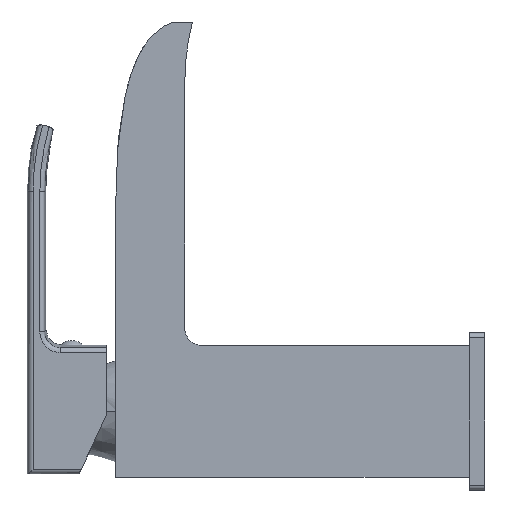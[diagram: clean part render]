
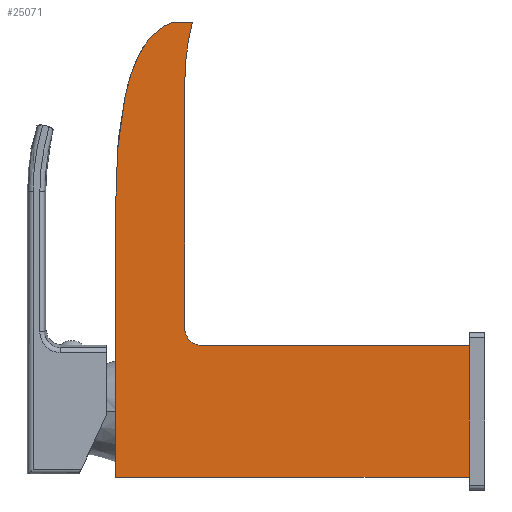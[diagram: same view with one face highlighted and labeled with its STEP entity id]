
A CAD part, left-side view. The second image highlights one B-rep face of the part: STEP entity #25071.
In plain terms, the highlighted planar face has unit normal (-1, 0, 0).
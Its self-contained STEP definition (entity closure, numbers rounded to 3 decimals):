
#1800=DIRECTION('',(0.,-1.,0.));
#1801=VECTOR('',#1800,112.5);
#1802=CARTESIAN_POINT('',(-18.5,113.5,-21.));
#1803=LINE('',#1802,#1801);
#1812=DIRECTION('',(0.,1.,0.));
#1813=VECTOR('',#1812,85.);
#1814=CARTESIAN_POINT('',(-18.5,1.,21.));
#1815=LINE('',#1814,#1813);
#1820=DIRECTION('',(0.,0.,1.));
#1821=VECTOR('',#1820,42.);
#1822=CARTESIAN_POINT('',(-18.5,1.,-21.));
#1823=LINE('',#1822,#1821);
#1862=DIRECTION('',(0.,0.,1.));
#1863=VECTOR('',#1862,87.);
#1864=CARTESIAN_POINT('',(-18.5,113.5,-21.));
#1865=LINE('',#1864,#1863);
#1918=DIRECTION('',(0.,0.999,-0.044));
#1919=VECTOR('',#1918,6.566);
#1920=CARTESIAN_POINT('',(-18.5,89.078,123.971));
#1921=LINE('',#1920,#1919);
#2030=CARTESIAN_POINT('',(-18.5,95.637,123.684));
#2031=CARTESIAN_POINT('',(-18.5,95.728,123.654));
#2032=CARTESIAN_POINT('',(-18.5,96.687,123.316));
#2033=CARTESIAN_POINT('',(-18.5,98.5,122.451));
#2034=CARTESIAN_POINT('',(-18.5,100.824,120.727));
#2035=CARTESIAN_POINT('',(-18.5,102.794,118.666));
#2036=CARTESIAN_POINT('',(-18.5,104.359,116.537));
#2037=CARTESIAN_POINT('',(-18.5,105.575,114.51));
#2038=CARTESIAN_POINT('',(-18.5,106.558,112.585));
#2039=CARTESIAN_POINT('',(-18.5,107.401,110.682));
#2040=CARTESIAN_POINT('',(-18.5,108.155,108.74));
#2041=CARTESIAN_POINT('',(-18.5,108.832,106.756));
#2042=CARTESIAN_POINT('',(-18.5,109.437,104.749));
#2043=CARTESIAN_POINT('',(-18.5,109.98,102.719));
#2044=CARTESIAN_POINT('',(-18.5,110.475,100.635));
#2045=CARTESIAN_POINT('',(-18.5,110.936,98.442));
#2046=CARTESIAN_POINT('',(-18.5,111.373,96.078));
#2047=CARTESIAN_POINT('',(-18.5,111.789,93.485));
#2048=CARTESIAN_POINT('',(-18.5,112.181,90.616));
#2049=CARTESIAN_POINT('',(-18.5,112.542,87.435));
#2050=CARTESIAN_POINT('',(-18.5,112.859,83.947));
#2051=CARTESIAN_POINT('',(-18.5,113.117,80.229));
#2052=CARTESIAN_POINT('',(-18.5,113.307,76.42));
#2053=CARTESIAN_POINT('',(-18.5,113.428,72.695));
#2054=CARTESIAN_POINT('',(-18.5,113.488,69.231));
#2055=CARTESIAN_POINT('',(-18.5,113.5,67.028));
#2056=CARTESIAN_POINT('',(-18.5,113.5,66.));
#18315=CARTESIAN_POINT('',(-18.5,16.,105.));
#18316=DIRECTION('',(1.,0.,0.));
#18317=DIRECTION('',(0.,1.,0.));
#18318=AXIS2_PLACEMENT_3D('',#18315,#18316,#18317);
#18328=DIRECTION('',(0.,0.,1.));
#18329=VECTOR('',#18328,78.5);
#18330=CARTESIAN_POINT('',(-18.5,91.5,26.5));
#18331=LINE('',#18330,#18329);
#18341=CARTESIAN_POINT('',(-18.5,86.,26.5));
#18342=DIRECTION('',(1.,0.,0.));
#18343=DIRECTION('',(0.,0.,-1.));
#18344=AXIS2_PLACEMENT_3D('',#18341,#18342,#18343);
#19135=CARTESIAN_POINT('',(-18.5,86.,21.));
#19136=CARTESIAN_POINT('',(-18.5,91.5,26.5));
#19137=VERTEX_POINT('',#19135);
#19138=VERTEX_POINT('',#19136);
#19141=CARTESIAN_POINT('',(-18.5,91.5,105.));
#19142=VERTEX_POINT('',#19141);
#19145=CARTESIAN_POINT('',(-18.5,89.078,123.971));
#19146=VERTEX_POINT('',#19145);
#19265=CARTESIAN_POINT('',(-18.5,95.637,123.684));
#19266=VERTEX_POINT('',#19265);
#19268=VERTEX_POINT('',#2056);
#19271=CARTESIAN_POINT('',(-18.5,113.5,-21.));
#19272=VERTEX_POINT('',#19271);
#22031=CARTESIAN_POINT('',(-18.5,1.,-21.));
#22033=VERTEX_POINT('',#22031);
#22035=CARTESIAN_POINT('',(-18.5,1.,21.));
#22037=VERTEX_POINT('',#22035);
#25049=CARTESIAN_POINT('',(-18.5,0.,-38.563));
#25050=DIRECTION('',(1.,0.,0.));
#25051=DIRECTION('',(0.,1.,0.));
#25052=AXIS2_PLACEMENT_3D('',#25049,#25050,#25051);
#25053=PLANE('',#25052);
#25054=ORIENTED_EDGE('',*,*,#24959,.F.);
#25055=ORIENTED_EDGE('',*,*,#24985,.F.);
#25057=ORIENTED_EDGE('',*,*,#25056,.T.);
#25059=ORIENTED_EDGE('',*,*,#25058,.F.);
#25061=ORIENTED_EDGE('',*,*,#25060,.F.);
#25063=ORIENTED_EDGE('',*,*,#25062,.F.);
#25065=ORIENTED_EDGE('',*,*,#25064,.F.);
#25067=ORIENTED_EDGE('',*,*,#25066,.F.);
#25068=ORIENTED_EDGE('',*,*,#25034,.F.);
#25069=EDGE_LOOP('',(#25054,#25055,#25057,#25059,#25061,#25063,#25065,#25067,
#25068));
#25070=FACE_OUTER_BOUND('',#25069,.F.);
#25071=ADVANCED_FACE('',(#25070),#25053,.F.);
#2057=B_SPLINE_CURVE_WITH_KNOTS('',3,(#2030,#2031,#2032,#2033,#2034,#2035,#2036,
#2037,#2038,#2039,#2040,#2041,#2042,#2043,#2044,#2045,#2046,#2047,#2048,#2049,
#2050,#2051,#2052,#2053,#2054,#2055,#2056),.UNSPECIFIED.,.F.,.F.,(4,1,1,1,1,1,1,
1,1,1,1,1,1,1,1,1,1,1,1,1,1,1,1,1,4),(0.,0.005,0.048,
0.094,0.141,0.182,0.219,
0.252,0.285,0.318,0.351,
0.384,0.417,0.45,0.485,
0.523,0.564,0.609,0.66,
0.715,0.775,0.836,0.896,
0.951,1.),.UNSPECIFIED.);
#18319=CIRCLE('',#18318,75.5);
#18345=CIRCLE('',#18344,5.5);
#24959=EDGE_CURVE('',#22033,#22037,#1823,.T.);
#24985=EDGE_CURVE('',#19272,#22033,#1803,.T.);
#25034=EDGE_CURVE('',#22037,#19137,#1815,.T.);
#25056=EDGE_CURVE('',#19272,#19268,#1865,.T.);
#25058=EDGE_CURVE('',#19266,#19268,#2057,.T.);
#25060=EDGE_CURVE('',#19146,#19266,#1921,.T.);
#25062=EDGE_CURVE('',#19142,#19146,#18319,.T.);
#25064=EDGE_CURVE('',#19138,#19142,#18331,.T.);
#25066=EDGE_CURVE('',#19137,#19138,#18345,.T.);
